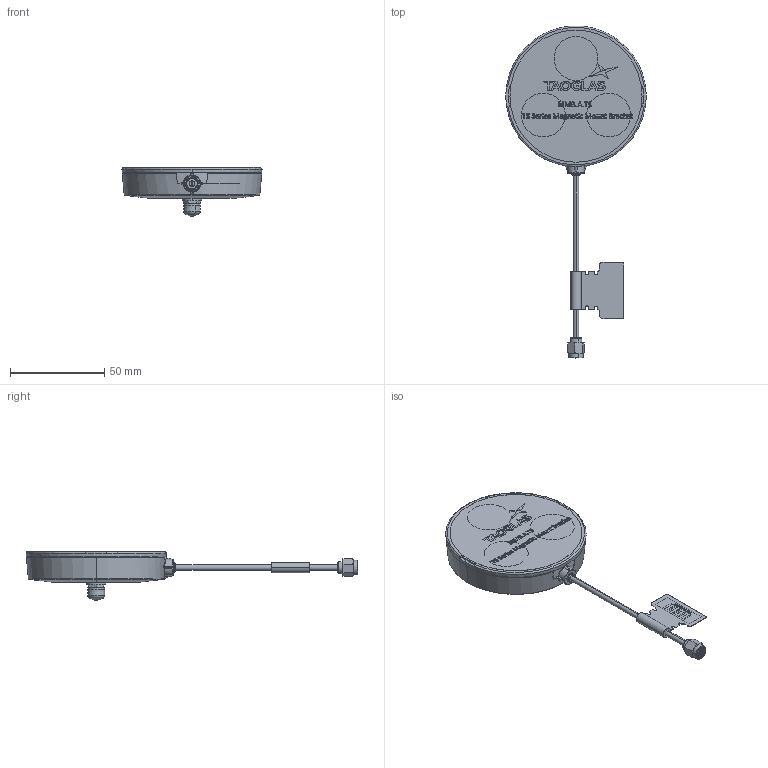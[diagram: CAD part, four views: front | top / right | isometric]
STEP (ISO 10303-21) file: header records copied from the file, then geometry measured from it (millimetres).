
FILE_DESCRIPTION (( 'STEP AP214' ), '1' );
FILE_NAME ('MMB.A.TS.STEP', '2025-01-16T03:27:19', ( '' ), ( '' ), 'SwSTEP 2.0', 'SolidWorks 2022', '' );
FILE_SCHEMA (( 'AUTOMOTIVE_DESIGN' ));
Length unit declared in the file: millimetre
Products named in the file (1): MMB.A.TS
Bounding box: 74.26 x 175.87 x 26.14 mm (x, y, z)
Surface area: 18160.1 mm2 (no closed solid volume)
Topology: 0 solids, 33 shells, 275 faces, 1611 edges, 1432 vertices
Faces by surface type: plane 159, cylinder 52, cone 28, bspline 20, torus 16
Entity records: 26588 total; most frequent: CARTESIAN_POINT 11896, ORIENTED_EDGE 2621, DIRECTION 1757, EDGE_CURVE 1611, VERTEX_POINT 1432, VECTOR 867, LINE 867, B_SPLINE_CURVE_WITH_KNOTS 527
